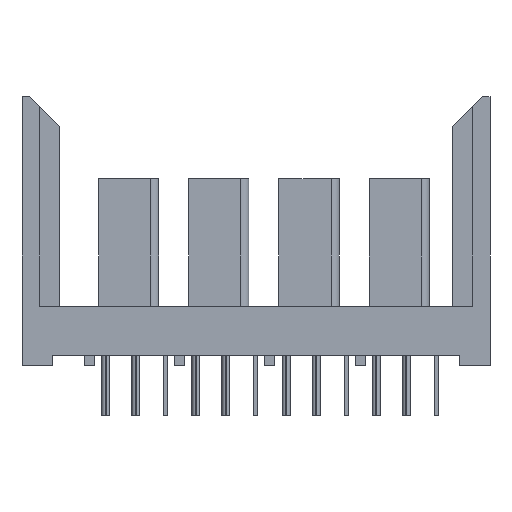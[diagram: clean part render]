
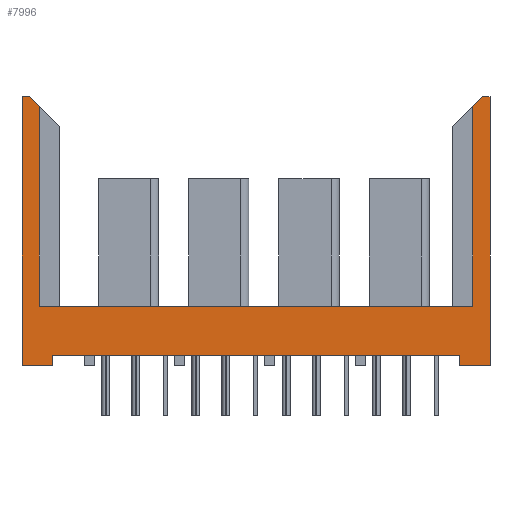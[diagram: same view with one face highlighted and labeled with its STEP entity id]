
A CAD part, front view. The second image highlights one B-rep face of the part: STEP entity #7996.
In plain terms, the highlighted planar face has unit normal (0, -1, 0).
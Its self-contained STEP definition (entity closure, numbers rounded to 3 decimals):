
#1088=CARTESIAN_POINT('',(10.825,-12.45,2.95));
#1089=VERTEX_POINT('',#1088);
#1096=CARTESIAN_POINT('',(10.825,-12.45,12.9));
#1097=VERTEX_POINT('',#1096);
#1098=CARTESIAN_POINT('',(10.825,-12.45,2.95));
#1099=DIRECTION('',(0.0,0.0,1.0));
#1100=VECTOR('',#1099,9.95);
#1101=LINE('',#1098,#1100);
#1102=EDGE_CURVE('',#1089,#1097,#1101,.T.);
#1158=CARTESIAN_POINT('',(11.325,-12.45,13.4));
#1159=VERTEX_POINT('',#1158);
#1160=CARTESIAN_POINT('',(11.675,-12.45,13.4));
#1161=VERTEX_POINT('',#1160);
#1162=CARTESIAN_POINT('',(11.325,-12.45,13.4));
#1163=DIRECTION('',(1.0,0.0,0.0));
#1164=VECTOR('',#1163,0.35);
#1165=LINE('',#1162,#1164);
#1166=EDGE_CURVE('',#1159,#1161,#1165,.T.);
#1605=CARTESIAN_POINT('',(10.825,-12.45,12.9));
#1606=DIRECTION('',(0.707,0.0,0.707));
#1607=VECTOR('',#1606,0.707);
#1608=LINE('',#1605,#1607);
#1609=EDGE_CURVE('',#1097,#1159,#1608,.T.);
#1774=CARTESIAN_POINT('',(10.175,-12.45,0.5));
#1775=VERTEX_POINT('',#1774);
#1792=CARTESIAN_POINT('',(10.175,-12.45,0.0));
#1793=VERTEX_POINT('',#1792);
#1800=CARTESIAN_POINT('',(10.175,-12.45,0.0));
#1801=DIRECTION('',(0.0,0.0,1.0));
#1802=VECTOR('',#1801,0.5);
#1803=LINE('',#1800,#1802);
#1804=EDGE_CURVE('',#1793,#1775,#1803,.T.);
#4147=CARTESIAN_POINT('',(11.675,-12.45,0.0));
#4148=VERTEX_POINT('',#4147);
#4149=CARTESIAN_POINT('',(11.675,-12.45,0.0));
#4150=DIRECTION('',(0.0,0.0,1.0));
#4151=VECTOR('',#4150,13.4);
#4152=LINE('',#4149,#4151);
#4153=EDGE_CURVE('',#4148,#1161,#4152,.T.);
#4428=CARTESIAN_POINT('',(10.175,-12.45,0.0));
#4429=DIRECTION('',(1.0,0.0,0.0));
#4430=VECTOR('',#4429,1.5);
#4431=LINE('',#4428,#4430);
#4432=EDGE_CURVE('',#1793,#4148,#4431,.T.);
#4492=CARTESIAN_POINT('',(-10.175,-12.45,0.5));
#4493=VERTEX_POINT('',#4492);
#4494=CARTESIAN_POINT('',(-10.175,-12.45,0.5));
#4495=DIRECTION('',(1.0,0.0,0.0));
#4496=VECTOR('',#4495,20.35);
#4497=LINE('',#4494,#4496);
#4498=EDGE_CURVE('',#4493,#1775,#4497,.T.);
#4730=CARTESIAN_POINT('',(-10.175,-12.45,0.0));
#4731=VERTEX_POINT('',#4730);
#4732=CARTESIAN_POINT('',(-10.175,-12.45,0.0));
#4733=DIRECTION('',(0.0,0.0,1.0));
#4734=VECTOR('',#4733,0.5);
#4735=LINE('',#4732,#4734);
#4736=EDGE_CURVE('',#4731,#4493,#4735,.T.);
#5015=CARTESIAN_POINT('',(-10.825,-12.45,2.95));
#5016=VERTEX_POINT('',#5015);
#5023=CARTESIAN_POINT('',(10.825,-12.45,2.95));
#5024=DIRECTION('',(-1.0,0.0,0.0));
#5025=VECTOR('',#5024,21.65);
#5026=LINE('',#5023,#5025);
#5027=EDGE_CURVE('',#1089,#5016,#5026,.T.);
#7400=CARTESIAN_POINT('',(-11.675,-12.45,0.0));
#7401=VERTEX_POINT('',#7400);
#7402=CARTESIAN_POINT('',(-10.175,-12.45,0.0));
#7403=DIRECTION('',(-1.0,0.0,0.0));
#7404=VECTOR('',#7403,1.5);
#7405=LINE('',#7402,#7404);
#7406=EDGE_CURVE('',#4731,#7401,#7405,.T.);
#7611=CARTESIAN_POINT('',(-10.825,-12.45,12.9));
#7612=VERTEX_POINT('',#7611);
#7619=CARTESIAN_POINT('',(-10.825,-12.45,12.9));
#7620=DIRECTION('',(0.0,0.0,-1.0));
#7621=VECTOR('',#7620,9.95);
#7622=LINE('',#7619,#7621);
#7623=EDGE_CURVE('',#7612,#5016,#7622,.T.);
#7813=CARTESIAN_POINT('',(-11.675,-12.45,13.4));
#7814=VERTEX_POINT('',#7813);
#7815=CARTESIAN_POINT('',(-11.325,-12.45,13.4));
#7816=VERTEX_POINT('',#7815);
#7817=CARTESIAN_POINT('',(-11.675,-12.45,13.4));
#7818=DIRECTION('',(1.0,0.0,0.0));
#7819=VECTOR('',#7818,0.35);
#7820=LINE('',#7817,#7819);
#7821=EDGE_CURVE('',#7814,#7816,#7820,.T.);
#7877=CARTESIAN_POINT('',(-11.675,-12.45,0.0));
#7878=DIRECTION('',(0.0,0.0,1.0));
#7879=VECTOR('',#7878,13.4);
#7880=LINE('',#7877,#7879);
#7881=EDGE_CURVE('',#7401,#7814,#7880,.T.);
#7970=CARTESIAN_POINT('',(-11.258,-12.45,8.104));
#7971=DIRECTION('',(0.0,1.0,0.0));
#7972=DIRECTION('',(0.0,0.0,-1.0));
#7973=AXIS2_PLACEMENT_3D('',#7970,#7971,#7972);
#7974=PLANE('',#7973);
#7975=ORIENTED_EDGE('',*,*,#7821,.F.);
#7976=ORIENTED_EDGE('',*,*,#7881,.F.);
#7977=ORIENTED_EDGE('',*,*,#7406,.F.);
#7978=ORIENTED_EDGE('',*,*,#4736,.T.);
#7979=ORIENTED_EDGE('',*,*,#4498,.T.);
#7980=ORIENTED_EDGE('',*,*,#1804,.F.);
#7981=ORIENTED_EDGE('',*,*,#4432,.T.);
#7982=ORIENTED_EDGE('',*,*,#4153,.T.);
#7983=ORIENTED_EDGE('',*,*,#1166,.F.);
#7984=ORIENTED_EDGE('',*,*,#1609,.F.);
#7985=ORIENTED_EDGE('',*,*,#1102,.F.);
#7986=ORIENTED_EDGE('',*,*,#5027,.T.);
#7987=ORIENTED_EDGE('',*,*,#7623,.F.);
#7988=CARTESIAN_POINT('',(-11.325,-12.45,13.4));
#7989=DIRECTION('',(0.707,0.0,-0.707));
#7990=VECTOR('',#7989,0.707);
#7991=LINE('',#7988,#7990);
#7992=EDGE_CURVE('',#7816,#7612,#7991,.T.);
#7993=ORIENTED_EDGE('',*,*,#7992,.F.);
#7994=EDGE_LOOP('',(#7975,#7976,#7977,#7978,#7979,#7980,#7981,#7982,#7983,#7984,#7985,#7986,#7987,#7993));
#7995=FACE_OUTER_BOUND('',#7994,.T.);
#7996=ADVANCED_FACE('',(#7995),#7974,.F.);
